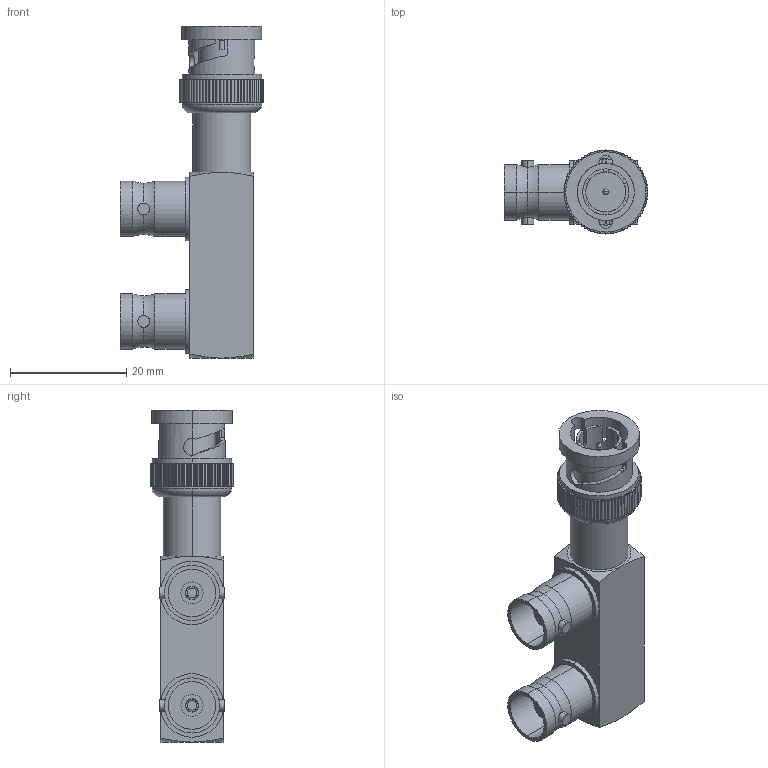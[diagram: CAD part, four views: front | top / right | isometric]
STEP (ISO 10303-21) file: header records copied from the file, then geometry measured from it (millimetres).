
FILE_DESCRIPTION (( 'STEP AP214' ), '1' );
FILE_NAME ('FMAD10087_3D.step', '2025-02-24T20:25:19', ( '' ), ( '' ), 'SwSTEP 2.0', 'SolidWorks 2022', '' );
FILE_SCHEMA (( 'AUTOMOTIVE_DESIGN' ));
Length unit declared in the file: inch
Products named in the file (1): FMAD10087_3D
Bounding box: 24.75 x 14.48 x 57.23 mm (x, y, z)
Volume: 6550.5 mm3; surface area: 5395.9 mm2
Topology: 1 solids, 1 shells, 397 faces, 1105 edges, 727 vertices
Faces by surface type: plane 202, cylinder 167, torus 10, bspline 8, cone 8, sphere 2
Entity records: 14051 total; most frequent: CARTESIAN_POINT 2968, ORIENTED_EDGE 2202, DIRECTION 2171, EDGE_CURVE 1101, AXIS2_PLACEMENT_3D 754, VERTEX_POINT 725, VECTOR 663, LINE 663
